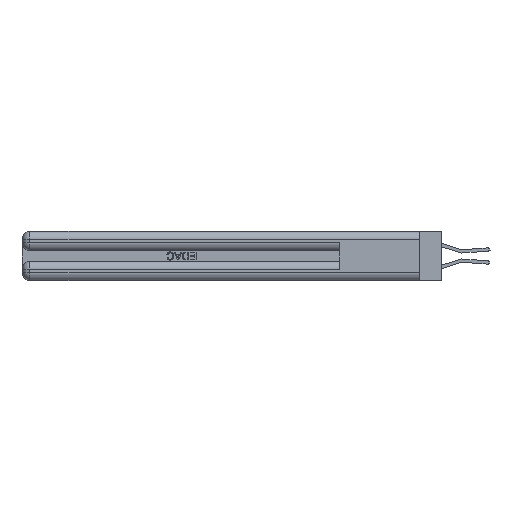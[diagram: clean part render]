
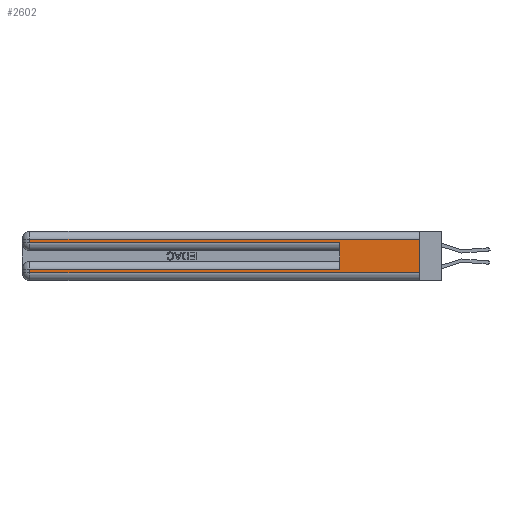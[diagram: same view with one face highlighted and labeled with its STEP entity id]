
A CAD part, left-side view. The second image highlights one B-rep face of the part: STEP entity #2602.
In plain terms, the highlighted planar face has unit normal (-1, 0, 0).
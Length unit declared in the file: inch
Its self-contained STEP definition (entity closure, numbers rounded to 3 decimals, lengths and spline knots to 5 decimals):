
#15 = VERTEX_POINT ( 'NONE', #6038 ) ;
#598 = DIRECTION ( 'NONE',  ( 0., -1., 0. ) ) ;
#885 = LINE ( 'NONE', #22695, #7322 ) ;
#1729 = DIRECTION ( 'NONE',  ( 0., 1., 0. ) ) ;
#1979 = PLANE ( 'NONE',  #19395 ) ;
#2602 = ADVANCED_FACE ( 'NONE', ( #13597 ), #1979, .F. ) ;
#2606 = DIRECTION ( 'NONE',  ( 0., 0., -1. ) ) ;
#2938 = DIRECTION ( 'NONE',  ( 0., 1., 0. ) ) ;
#3194 = VECTOR ( 'NONE', #4911, 39.37008 ) ;
#4488 = VECTOR ( 'NONE', #33730, 39.37008 ) ;
#4573 = ORIENTED_EDGE ( 'NONE', *, *, #36353, .T. ) ;
#4911 = DIRECTION ( 'NONE',  ( 0., 0., -1. ) ) ;
#6038 = CARTESIAN_POINT ( 'NONE',  ( 0., 0.6, 0.285 ) ) ;
#6827 = LINE ( 'NONE', #31600, #4488 ) ;
#7184 = VERTEX_POINT ( 'NONE', #36385 ) ;
#7322 = VECTOR ( 'NONE', #598, 39.37008 ) ;
#7454 = ORIENTED_EDGE ( 'NONE', *, *, #37833, .T. ) ;
#8384 = LINE ( 'NONE', #23204, #3194 ) ;
#8642 = VERTEX_POINT ( 'NONE', #24806 ) ;
#9252 = VECTOR ( 'NONE', #2938, 39.37008 ) ;
#9279 = ORIENTED_EDGE ( 'NONE', *, *, #27160, .T. ) ;
#10105 = DIRECTION ( 'NONE',  ( 0., 0., -1. ) ) ;
#10642 = DIRECTION ( 'NONE',  ( 0., 0., 1. ) ) ;
#12714 = LINE ( 'NONE', #46032, #13858 ) ;
#13597 = FACE_OUTER_BOUND ( 'NONE', #30326, .T. ) ;
#13608 = EDGE_CURVE ( 'NONE', #7184, #16785, #12714, .T. ) ;
#13858 = VECTOR ( 'NONE', #10105, 39.37008 ) ;
#14308 = VERTEX_POINT ( 'NONE', #41664 ) ;
#14998 = DIRECTION ( 'NONE',  ( 0., 0., -1. ) ) ;
#15388 = EDGE_CURVE ( 'NONE', #14308, #38609, #19373, .T. ) ;
#16785 = VERTEX_POINT ( 'NONE', #46442 ) ;
#19373 = LINE ( 'NONE', #45183, #22828 ) ;
#19395 = AXIS2_PLACEMENT_3D ( 'NONE', #34827, #29067, #14998 ) ;
#19724 = CARTESIAN_POINT ( 'NONE',  ( 0., 2.94, 0.085 ) ) ;
#20130 = ORIENTED_EDGE ( 'NONE', *, *, #36882, .F. ) ;
#21740 = EDGE_CURVE ( 'NONE', #32095, #16785, #6827, .T. ) ;
#22695 = CARTESIAN_POINT ( 'NONE',  ( 0., 0., 0.285 ) ) ;
#22828 = VECTOR ( 'NONE', #1729, 39.37008 ) ;
#23204 = CARTESIAN_POINT ( 'NONE',  ( 0., 2.94, 0.37 ) ) ;
#24123 = ORIENTED_EDGE ( 'NONE', *, *, #21740, .T. ) ;
#24806 = CARTESIAN_POINT ( 'NONE',  ( 0., 2.94, 0.285 ) ) ;
#24859 = CARTESIAN_POINT ( 'NONE',  ( 0., 2.94, 0.31 ) ) ;
#27160 = EDGE_CURVE ( 'NONE', #38609, #32095, #8384, .T. ) ;
#28011 = LINE ( 'NONE', #35461, #37654 ) ;
#28254 = ORIENTED_EDGE ( 'NONE', *, *, #15388, .T. ) ;
#29067 = DIRECTION ( 'NONE',  ( 1., 0., 0. ) ) ;
#29361 = CARTESIAN_POINT ( 'NONE',  ( 0., 2.94, 0.06 ) ) ;
#30326 = EDGE_LOOP ( 'NONE', ( #35102, #4573, #46677, #7454, #20130, #28254, #9279, #24123 ) ) ;
#31600 = CARTESIAN_POINT ( 'NONE',  ( 0., 0., 0.06 ) ) ;
#31989 = EDGE_CURVE ( 'NONE', #32690, #8642, #28011, .T. ) ;
#32095 = VERTEX_POINT ( 'NONE', #29361 ) ;
#32690 = VERTEX_POINT ( 'NONE', #24859 ) ;
#33730 = DIRECTION ( 'NONE',  ( 0., -1., 0. ) ) ;
#34827 = CARTESIAN_POINT ( 'NONE',  ( 0., 0., 0.37 ) ) ;
#35102 = ORIENTED_EDGE ( 'NONE', *, *, #13608, .F. ) ;
#35461 = CARTESIAN_POINT ( 'NONE',  ( 0., 2.94, 0.37 ) ) ;
#36353 = EDGE_CURVE ( 'NONE', #7184, #32690, #47037, .T. ) ;
#36385 = CARTESIAN_POINT ( 'NONE',  ( 0., 0., 0.31 ) ) ;
#36882 = EDGE_CURVE ( 'NONE', #14308, #15, #44108, .T. ) ;
#37654 = VECTOR ( 'NONE', #2606, 39.37008 ) ;
#37833 = EDGE_CURVE ( 'NONE', #8642, #15, #885, .T. ) ;
#38609 = VERTEX_POINT ( 'NONE', #19724 ) ;
#41664 = CARTESIAN_POINT ( 'NONE',  ( 0., 0.6, 0.085 ) ) ;
#42972 = VECTOR ( 'NONE', #10642, 39.37008 ) ;
#42980 = CARTESIAN_POINT ( 'NONE',  ( 0., 0., 0.31 ) ) ;
#44108 = LINE ( 'NONE', #46152, #42972 ) ;
#45183 = CARTESIAN_POINT ( 'NONE',  ( 0., 0., 0.085 ) ) ;
#46032 = CARTESIAN_POINT ( 'NONE',  ( 0., 0., 0.37 ) ) ;
#46152 = CARTESIAN_POINT ( 'NONE',  ( 0., 0.6, 0.145 ) ) ;
#46442 = CARTESIAN_POINT ( 'NONE',  ( 0., 0., 0.06 ) ) ;
#46677 = ORIENTED_EDGE ( 'NONE', *, *, #31989, .T. ) ;
#47037 = LINE ( 'NONE', #42980, #9252 ) ;
